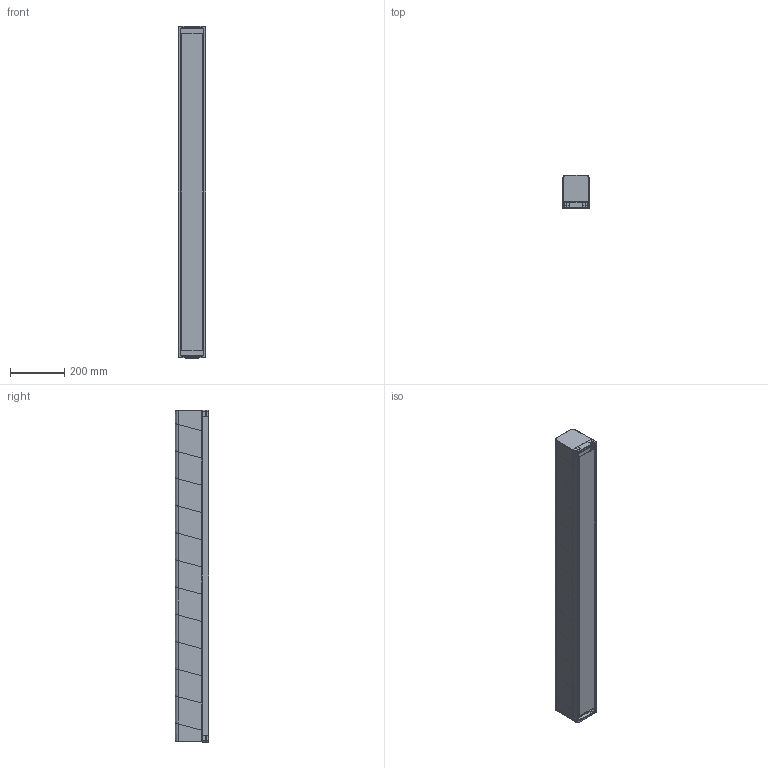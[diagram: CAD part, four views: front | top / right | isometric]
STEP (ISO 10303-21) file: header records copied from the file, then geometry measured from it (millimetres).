
FILE_DESCRIPTION (( 'STEP AP214' ), '1' );
FILE_NAME ('1701-6380 AD SENTIR bumper 100-120 LO 2_4 ft.STEP', '2025-04-16T18:04:42', ( '' ), ( '' ), 'SwSTEP 2.0', 'SolidWorks 2024', '' );
FILE_SCHEMA (( 'AUTOMOTIVE_DESIGN' ));
Length unit declared in the file: inch
Products named in the file (1): 1701-6380 AD SENTIR bumper 100-120 LO 2_4 ft
Bounding box: 100 x 121.5 x 1219.5 mm (x, y, z)
Volume: 12109665.4 mm3; surface area: 2036559.9 mm2
Topology: 29 solids, 29 shells, 631 faces, 1423 edges, 850 vertices
Faces by surface type: plane 375, cylinder 176, bspline 48, torus 24, cone 8
Entity records: 21404 total; most frequent: CARTESIAN_POINT 7369, ORIENTED_EDGE 2846, DIRECTION 2691, EDGE_CURVE 1423, VECTOR 939, LINE 939, AXIS2_PLACEMENT_3D 876, VERTEX_POINT 850
